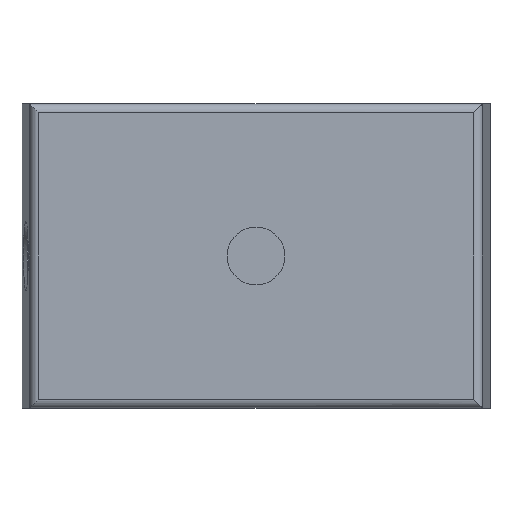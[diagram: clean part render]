
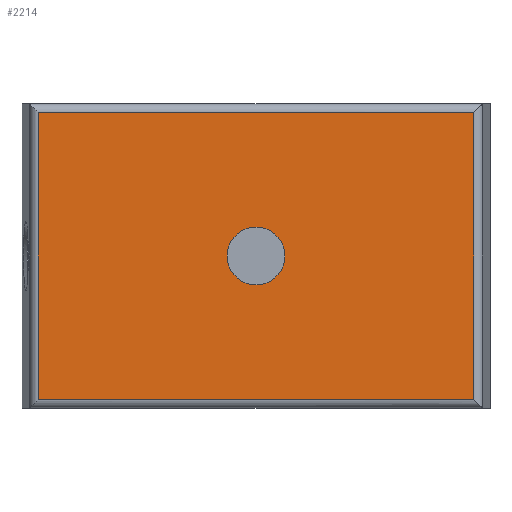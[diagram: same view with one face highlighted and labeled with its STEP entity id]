
A CAD part, left-side view. The second image highlights one B-rep face of the part: STEP entity #2214.
In plain terms, the highlighted planar face has unit normal (-1, 0, 0).
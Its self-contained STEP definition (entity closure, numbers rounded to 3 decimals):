
#68=PLANE('',#2406);
#162=LINE('',#3711,#310);
#163=LINE('',#3714,#311);
#164=LINE('',#3716,#312);
#165=LINE('',#3718,#313);
#310=VECTOR('',#2807,1000.);
#311=VECTOR('',#2808,1000.);
#312=VECTOR('',#2809,1000.);
#313=VECTOR('',#2810,1000.);
#449=CIRCLE('',#2407,4.95);
#650=ORIENTED_EDGE('',*,*,#1253,.F.);
#651=ORIENTED_EDGE('',*,*,#1254,.F.);
#652=ORIENTED_EDGE('',*,*,#1255,.F.);
#653=ORIENTED_EDGE('',*,*,#1256,.T.);
#654=ORIENTED_EDGE('',*,*,#1257,.T.);
#1253=EDGE_CURVE('',#1551,#1551,#449,.F.);
#1254=EDGE_CURVE('',#1552,#1553,#162,.T.);
#1255=EDGE_CURVE('',#1554,#1552,#163,.T.);
#1256=EDGE_CURVE('',#1554,#1555,#164,.T.);
#1257=EDGE_CURVE('',#1555,#1553,#165,.T.);
#1551=VERTEX_POINT('',#3710);
#1552=VERTEX_POINT('',#3712);
#1553=VERTEX_POINT('',#3713);
#1554=VERTEX_POINT('',#3715);
#1555=VERTEX_POINT('',#3717);
#1730=EDGE_LOOP('',(#650));
#1731=EDGE_LOOP('',(#651,#652,#653,#654));
#1942=FACE_BOUND('',#1730,.T.);
#1943=FACE_BOUND('',#1731,.T.);
#2214=ADVANCED_FACE('',(#1942,#1943),#68,.F.);
#2406=AXIS2_PLACEMENT_3D('',#3708,#2803,#2804);
#2407=AXIS2_PLACEMENT_3D('',#3709,#2805,#2806);
#2803=DIRECTION('',(1.,0.,0.));
#2804=DIRECTION('',(0.,0.,-1.));
#2805=DIRECTION('',(1.,0.,0.));
#2806=DIRECTION('',(0.,0.,-1.));
#2807=DIRECTION('',(0.,0.,-1.));
#2808=DIRECTION('',(0.,-1.,0.));
#2809=DIRECTION('',(0.,0.,-1.));
#2810=DIRECTION('',(0.,-1.,0.));
#3708=CARTESIAN_POINT('',(-89.,77.203,26.));
#3709=CARTESIAN_POINT('',(-89.,40.,0.));
#3710=CARTESIAN_POINT('',(-89.,40.,-4.95));
#3711=CARTESIAN_POINT('',(-89.,2.797,26.));
#3712=CARTESIAN_POINT('',(-89.,2.797,24.5));
#3713=CARTESIAN_POINT('',(-89.,2.797,-24.5));
#3714=CARTESIAN_POINT('',(-89.,80.,24.5));
#3715=CARTESIAN_POINT('',(-89.,77.203,24.5));
#3716=CARTESIAN_POINT('',(-89.,77.203,26.));
#3717=CARTESIAN_POINT('',(-89.,77.203,-24.5));
#3718=CARTESIAN_POINT('',(-89.,80.,-24.5));
